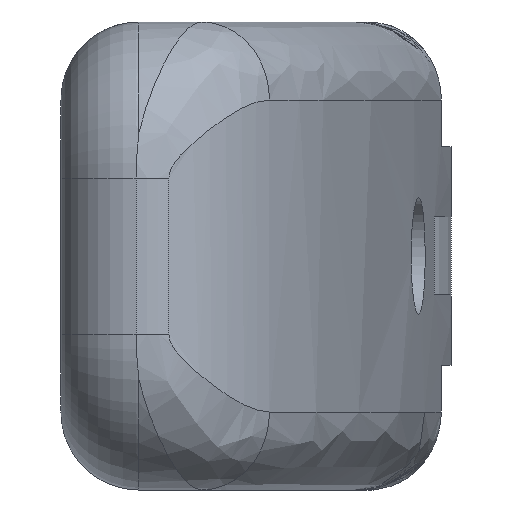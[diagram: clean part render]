
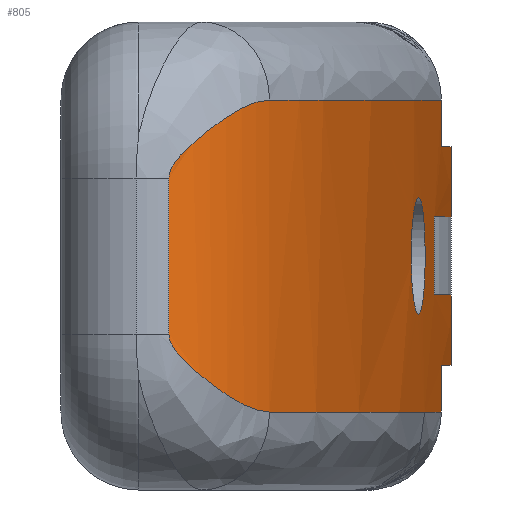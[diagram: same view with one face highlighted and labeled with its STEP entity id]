
A CAD part, left-side view. The second image highlights one B-rep face of the part: STEP entity #805.
In plain terms, the highlighted free-form (B-spline) face has degree [3, 1] with [4, 2] control points.
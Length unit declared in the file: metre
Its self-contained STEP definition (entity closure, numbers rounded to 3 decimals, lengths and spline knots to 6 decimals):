
#28=B_SPLINE_SURFACE_WITH_KNOTS('',3,1,((#1208,#1209),(#1210,#1211),(#1212,
#1213),(#1214,#1215)),.SURF_OF_LINEAR_EXTRUSION.,.F.,.F.,.F.,(4,4),(2,2),
(0.108004,1.),(0.,1.),.PIECEWISE_BEZIER_KNOTS.);
#53=LINE('',#1216,#106);
#54=LINE('',#1238,#107);
#55=LINE('',#1259,#108);
#56=LINE('',#1266,#109);
#57=LINE('',#1273,#110);
#58=LINE('',#1280,#111);
#106=VECTOR('',#972,1.);
#107=VECTOR('',#973,1.);
#108=VECTOR('',#974,1.);
#109=VECTOR('',#975,1.);
#110=VECTOR('',#976,1.);
#111=VECTOR('',#977,1.);
#155=B_SPLINE_CURVE_WITH_KNOTS('',3,(#1219,#1220,#1221,#1222,#1223,#1224,
#1225,#1226),.UNSPECIFIED.,.F.,.F.,(4,1,1,1,1,4),(0.,0.005487,
0.010974,0.01646,0.019204,0.021947),
 .UNSPECIFIED.);
#156=B_SPLINE_CURVE_WITH_KNOTS('',3,(#1228,#1229,#1230,#1231,#1232,#1233,
#1234,#1235,#1236),.UNSPECIFIED.,.F.,.F.,(4,1,1,1,1,1,4),(0.,0.00113,
0.002261,0.002826,0.003391,0.003956,
0.004521),.UNSPECIFIED.);
#157=B_SPLINE_CURVE_WITH_KNOTS('',3,(#1240,#1241,#1242,#1243,#1244,#1245,
#1246,#1247,#1248),.UNSPECIFIED.,.F.,.F.,(4,1,1,1,1,1,4),(0.,0.000572,
0.001144,0.001715,0.002287,0.003431,
0.004574),.UNSPECIFIED.);
#158=B_SPLINE_CURVE_WITH_KNOTS('',3,(#1250,#1251,#1252,#1253,#1254,#1255,
#1256,#1257),.UNSPECIFIED.,.F.,.F.,(4,1,1,1,1,4),(0.,0.002721,
0.005441,0.010883,0.016324,0.021766),
 .UNSPECIFIED.);
#159=B_SPLINE_CURVE_WITH_KNOTS('',3,(#1261,#1262,#1263,#1264),
 .UNSPECIFIED.,.F.,.F.,(4,4),(0.,1.),.PIECEWISE_BEZIER_KNOTS.);
#160=B_SPLINE_CURVE_WITH_KNOTS('',3,(#1268,#1269,#1270,#1271),
 .UNSPECIFIED.,.F.,.F.,(4,4),(0.,1.),.PIECEWISE_BEZIER_KNOTS.);
#161=B_SPLINE_CURVE_WITH_KNOTS('',3,(#1275,#1276,#1277,#1278),
 .UNSPECIFIED.,.F.,.F.,(4,4),(0.,1.),.PIECEWISE_BEZIER_KNOTS.);
#162=B_SPLINE_CURVE_WITH_KNOTS('',3,(#1282,#1283,#1284,#1285),
 .UNSPECIFIED.,.F.,.F.,(4,4),(0.,1.),.PIECEWISE_BEZIER_KNOTS.);
#163=B_SPLINE_CURVE_WITH_KNOTS('',3,(#1286,#1287,#1288,#1289,#1290,#1291,
#1292,#1293,#1294,#1295,#1296),.UNSPECIFIED.,.T.,.F.,(1,1,1,1,1,1,1,1,1,
1,1,1,1,1,1),(-0.003529,-0.002353,-0.001176,
0.,0.001176,0.002353,0.003529,0.004706,
0.005882,0.007058,0.008235,0.009411,
0.010588,0.011764,0.01294),.UNSPECIFIED.);
#193=ORIENTED_EDGE('',*,*,#433,.T.);
#194=ORIENTED_EDGE('',*,*,#434,.T.);
#195=ORIENTED_EDGE('',*,*,#435,.T.);
#196=ORIENTED_EDGE('',*,*,#436,.T.);
#197=ORIENTED_EDGE('',*,*,#437,.T.);
#198=ORIENTED_EDGE('',*,*,#438,.T.);
#199=ORIENTED_EDGE('',*,*,#439,.F.);
#200=ORIENTED_EDGE('',*,*,#440,.F.);
#201=ORIENTED_EDGE('',*,*,#441,.F.);
#202=ORIENTED_EDGE('',*,*,#442,.T.);
#203=ORIENTED_EDGE('',*,*,#443,.T.);
#204=ORIENTED_EDGE('',*,*,#444,.F.);
#205=ORIENTED_EDGE('',*,*,#445,.T.);
#206=ORIENTED_EDGE('',*,*,#446,.T.);
#207=ORIENTED_EDGE('',*,*,#447,.T.);
#433=EDGE_CURVE('',#553,#554,#53,.T.);
#434=EDGE_CURVE('',#554,#555,#155,.T.);
#435=EDGE_CURVE('',#555,#556,#156,.T.);
#436=EDGE_CURVE('',#556,#557,#54,.T.);
#437=EDGE_CURVE('',#557,#558,#157,.T.);
#438=EDGE_CURVE('',#558,#559,#158,.T.);
#439=EDGE_CURVE('',#560,#559,#55,.T.);
#440=EDGE_CURVE('',#561,#560,#159,.F.);
#441=EDGE_CURVE('',#562,#561,#56,.T.);
#442=EDGE_CURVE('',#562,#563,#160,.F.);
#443=EDGE_CURVE('',#563,#564,#57,.F.);
#444=EDGE_CURVE('',#565,#564,#161,.F.);
#445=EDGE_CURVE('',#565,#566,#58,.T.);
#446=EDGE_CURVE('',#566,#553,#162,.F.);
#447=EDGE_CURVE('',#567,#567,#163,.T.);
#553=VERTEX_POINT('',#1217);
#554=VERTEX_POINT('',#1218);
#555=VERTEX_POINT('',#1227);
#556=VERTEX_POINT('',#1237);
#557=VERTEX_POINT('',#1239);
#558=VERTEX_POINT('',#1249);
#559=VERTEX_POINT('',#1258);
#560=VERTEX_POINT('',#1260);
#561=VERTEX_POINT('',#1265);
#562=VERTEX_POINT('',#1267);
#563=VERTEX_POINT('',#1272);
#564=VERTEX_POINT('',#1274);
#565=VERTEX_POINT('',#1279);
#566=VERTEX_POINT('',#1281);
#567=VERTEX_POINT('',#1297);
#662=EDGE_LOOP('',(#193,#194,#195,#196,#197,#198,#199,#200,#201,#202,#203,
#204,#205,#206));
#663=EDGE_LOOP('',(#207));
#723=FACE_BOUND('',#662,.T.);
#724=FACE_BOUND('',#663,.T.);
#805=ADVANCED_FACE('',(#723,#724),#28,.F.);
#972=DIRECTION('',(0.,0.,1.));
#973=DIRECTION('',(0.,0.,-1.));
#974=DIRECTION('',(0.,0.,-1.));
#975=DIRECTION('',(0.,0.,-1.));
#976=DIRECTION('',(0.,0.,-1.));
#977=DIRECTION('',(0.,0.,1.));
#1208=CARTESIAN_POINT('',(-0.029775,0.002232,0.01));
#1209=CARTESIAN_POINT('',(-0.029775,0.002232,0.002));
#1210=CARTESIAN_POINT('',(-0.026239,-0.004586,0.01));
#1211=CARTESIAN_POINT('',(-0.026239,-0.004586,0.002));
#1212=CARTESIAN_POINT('',(-0.000514,-0.005004,0.01));
#1213=CARTESIAN_POINT('',(-0.000514,-0.005004,0.002));
#1214=CARTESIAN_POINT('',(0.,-0.005,0.01));
#1215=CARTESIAN_POINT('',(0.,-0.005,0.002));
#1216=CARTESIAN_POINT('',(-0.005675,-0.00475,0.0088));
#1217=CARTESIAN_POINT('',(-0.005675,-0.00475,0.0088));
#1218=CARTESIAN_POINT('',(-0.005675,-0.00475,0.01));
#1219=CARTESIAN_POINT('',(-0.005675,-0.00475,0.01));
#1220=CARTESIAN_POINT('',(-0.0075,-0.004628,0.01));
#1221=CARTESIAN_POINT('',(-0.011146,-0.004312,0.01));
#1222=CARTESIAN_POINT('',(-0.016578,-0.00357,0.01));
#1223=CARTESIAN_POINT('',(-0.021019,-0.002642,0.01));
#1224=CARTESIAN_POINT('',(-0.024484,-0.001546,0.01));
#1225=CARTESIAN_POINT('',(-0.026169,-0.00081,0.01));
#1226=CARTESIAN_POINT('',(-0.026987,-0.000346,0.01));
#1227=CARTESIAN_POINT('',(-0.026987,-0.000346,0.01));
#1228=CARTESIAN_POINT('',(-0.026987,-0.000346,0.01));
#1229=CARTESIAN_POINT('',(-0.027319,-0.000157,0.01));
#1230=CARTESIAN_POINT('',(-0.027953,0.000241,0.009885));
#1231=CARTESIAN_POINT('',(-0.028646,0.000801,0.00954));
#1232=CARTESIAN_POINT('',(-0.029115,0.001279,0.00918));
#1233=CARTESIAN_POINT('',(-0.029417,0.001647,0.008872));
#1234=CARTESIAN_POINT('',(-0.029663,0.002016,0.008522));
#1235=CARTESIAN_POINT('',(-0.029775,0.002232,0.008194));
#1236=CARTESIAN_POINT('',(-0.029775,0.002232,0.008));
#1237=CARTESIAN_POINT('',(-0.029775,0.002232,0.008));
#1238=CARTESIAN_POINT('',(-0.029775,0.002232,0.008));
#1239=CARTESIAN_POINT('',(-0.029775,0.002232,0.004));
#1240=CARTESIAN_POINT('',(-0.029775,0.002232,0.004));
#1241=CARTESIAN_POINT('',(-0.029775,0.002232,0.003806));
#1242=CARTESIAN_POINT('',(-0.029663,0.002016,0.003478));
#1243=CARTESIAN_POINT('',(-0.029418,0.001649,0.00313));
#1244=CARTESIAN_POINT('',(-0.029114,0.001278,0.00282));
#1245=CARTESIAN_POINT('',(-0.028647,0.000802,0.002461));
#1246=CARTESIAN_POINT('',(-0.027955,0.000243,0.002116));
#1247=CARTESIAN_POINT('',(-0.027319,-0.000158,0.002));
#1248=CARTESIAN_POINT('',(-0.026987,-0.000346,0.002));
#1249=CARTESIAN_POINT('',(-0.026987,-0.000346,0.002));
#1250=CARTESIAN_POINT('',(-0.026987,-0.000346,0.002));
#1251=CARTESIAN_POINT('',(-0.026169,-0.00081,0.002));
#1252=CARTESIAN_POINT('',(-0.024484,-0.001546,0.002));
#1253=CARTESIAN_POINT('',(-0.02102,-0.002642,0.002));
#1254=CARTESIAN_POINT('',(-0.016578,-0.00357,0.002));
#1255=CARTESIAN_POINT('',(-0.011148,-0.004311,0.002));
#1256=CARTESIAN_POINT('',(-0.0075,-0.004628,0.002));
#1257=CARTESIAN_POINT('',(-0.005675,-0.00475,0.002));
#1258=CARTESIAN_POINT('',(-0.005675,-0.00475,0.002));
#1259=CARTESIAN_POINT('',(-0.005675,-0.00475,0.0032));
#1260=CARTESIAN_POINT('',(-0.005675,-0.00475,0.0032));
#1261=CARTESIAN_POINT('',(-0.03,0.005,0.0032));
#1262=CARTESIAN_POINT('',(-0.032838,-0.004479,0.0032));
#1263=CARTESIAN_POINT('',(-0.000577,-0.005004,0.0032));
#1264=CARTESIAN_POINT('',(0.,-0.005,0.0032));
#1265=CARTESIAN_POINT('',(0.,-0.005,0.0032));
#1266=CARTESIAN_POINT('',(0.,-0.005,0.006));
#1267=CARTESIAN_POINT('',(0.,-0.005,0.005));
#1268=CARTESIAN_POINT('',(-0.03,0.005,0.005));
#1269=CARTESIAN_POINT('',(-0.032838,-0.004479,0.005));
#1270=CARTESIAN_POINT('',(-0.000577,-0.005004,0.005));
#1271=CARTESIAN_POINT('',(0.,-0.005,0.005));
#1272=CARTESIAN_POINT('',(-0.008,-0.004574,0.005));
#1273=CARTESIAN_POINT('',(-0.008,-0.004574,0.006));
#1274=CARTESIAN_POINT('',(-0.008,-0.004574,0.007));
#1275=CARTESIAN_POINT('',(-0.03,0.005,0.007));
#1276=CARTESIAN_POINT('',(-0.032838,-0.004479,0.007));
#1277=CARTESIAN_POINT('',(-0.000577,-0.005004,0.007));
#1278=CARTESIAN_POINT('',(0.,-0.005,0.007));
#1279=CARTESIAN_POINT('',(0.,-0.005,0.007));
#1280=CARTESIAN_POINT('',(0.,-0.005,0.006));
#1281=CARTESIAN_POINT('',(0.,-0.005,0.0088));
#1282=CARTESIAN_POINT('',(-0.03,0.005,0.0088));
#1283=CARTESIAN_POINT('',(-0.032838,-0.004479,0.0088));
#1284=CARTESIAN_POINT('',(-0.000577,-0.005004,0.0088));
#1285=CARTESIAN_POINT('',(0.,-0.005,0.0088));
#1286=CARTESIAN_POINT('',(-0.010826,-0.004303,0.004823));
#1287=CARTESIAN_POINT('',(-0.012001,-0.00417,0.004339));
#1288=CARTESIAN_POINT('',(-0.013172,-0.004022,0.004822));
#1289=CARTESIAN_POINT('',(-0.013664,-0.003955,0.005998));
#1290=CARTESIAN_POINT('',(-0.013174,-0.004022,0.007177));
#1291=CARTESIAN_POINT('',(-0.012002,-0.00417,0.00766));
#1292=CARTESIAN_POINT('',(-0.01083,-0.004302,0.007181));
#1293=CARTESIAN_POINT('',(-0.010336,-0.004353,0.006003));
#1294=CARTESIAN_POINT('',(-0.010826,-0.004303,0.004823));
#1295=CARTESIAN_POINT('',(-0.012001,-0.00417,0.004339));
#1296=CARTESIAN_POINT('',(-0.013172,-0.004022,0.004822));
#1297=CARTESIAN_POINT('',(-0.012,-0.004168,0.0045));
